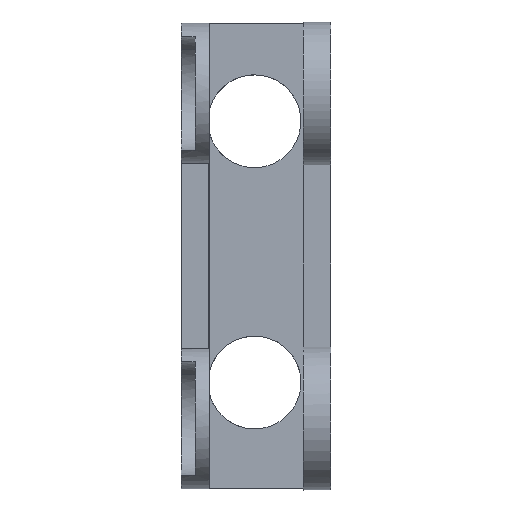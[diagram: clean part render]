
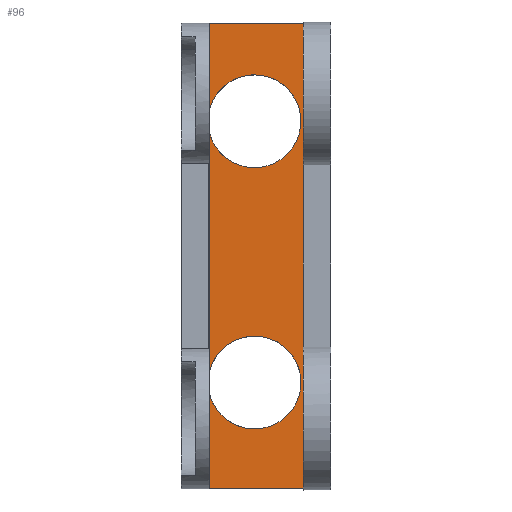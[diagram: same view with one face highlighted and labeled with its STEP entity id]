
A CAD part, top view. The second image highlights one B-rep face of the part: STEP entity #96.
In plain terms, the highlighted planar face has unit normal (0, 0, 1).
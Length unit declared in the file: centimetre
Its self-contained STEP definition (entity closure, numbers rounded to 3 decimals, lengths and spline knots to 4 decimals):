
#96=ADVANCED_FACE('',(#180),#1480,.T.);
#180=FACE_OUTER_BOUND('',#276,.T.);
#276=EDGE_LOOP('',(#685,#686,#687,#688,#689,#690,#691,#692,#693,#694,#695,
#696,#697,#698));
#685=ORIENTED_EDGE('',*,*,#968,.T.);
#686=ORIENTED_EDGE('',*,*,#798,.T.);
#687=ORIENTED_EDGE('',*,*,#856,.T.);
#688=ORIENTED_EDGE('',*,*,#857,.T.);
#689=ORIENTED_EDGE('',*,*,#868,.T.);
#690=ORIENTED_EDGE('',*,*,#806,.T.);
#691=ORIENTED_EDGE('',*,*,#945,.F.);
#692=ORIENTED_EDGE('',*,*,#964,.T.);
#693=ORIENTED_EDGE('',*,*,#808,.T.);
#694=ORIENTED_EDGE('',*,*,#944,.F.);
#695=ORIENTED_EDGE('',*,*,#967,.T.);
#696=ORIENTED_EDGE('',*,*,#811,.T.);
#697=ORIENTED_EDGE('',*,*,#943,.F.);
#698=ORIENTED_EDGE('',*,*,#936,.F.);
#798=EDGE_CURVE('',#1266,#1302,#1155,.T.);
#806=EDGE_CURVE('',#1269,#1363,#1163,.T.);
#808=EDGE_CURVE('',#1272,#1368,#1019,.T.);
#811=EDGE_CURVE('',#1274,#1372,#1022,.T.);
#856=EDGE_CURVE('',#1302,#1312,#1186,.T.);
#857=EDGE_CURVE('',#1312,#1313,#1187,.T.);
#868=EDGE_CURVE('',#1313,#1269,#1194,.T.);
#936=EDGE_CURVE('',#1360,#1361,#1227,.T.);
#943=EDGE_CURVE('',#1361,#1372,#1230,.T.);
#944=EDGE_CURVE('',#1369,#1368,#1231,.T.);
#945=EDGE_CURVE('',#1365,#1363,#1232,.T.);
#964=EDGE_CURVE('',#1365,#1272,#1093,.T.);
#967=EDGE_CURVE('',#1369,#1274,#1096,.T.);
#968=EDGE_CURVE('',#1360,#1266,#1246,.T.);
#1019=(
BOUNDED_CURVE()
B_SPLINE_CURVE(2,(#2280,#2281,#2282,#2283,#2284),.UNSPECIFIED.,.F.,.F.)
B_SPLINE_CURVE_WITH_KNOTS((3,2,3),(-31.4159,-23.5619,
-16.9859),.UNSPECIFIED.)
CURVE()
GEOMETRIC_REPRESENTATION_ITEM()
RATIONAL_B_SPLINE_CURVE((1.,0.707,1.,0.787,1.))
REPRESENTATION_ITEM('')
);
#1022=(
BOUNDED_CURVE()
B_SPLINE_CURVE(2,(#2292,#2293,#2294,#2295,#2296),.UNSPECIFIED.,.F.,.F.)
B_SPLINE_CURVE_WITH_KNOTS((3,2,3),(-31.4159,-23.5619,
-16.9247),.UNSPECIFIED.)
CURVE()
GEOMETRIC_REPRESENTATION_ITEM()
RATIONAL_B_SPLINE_CURVE((1.,0.707,1.,0.783,1.))
REPRESENTATION_ITEM('')
);
#1093=(
BOUNDED_CURVE()
B_SPLINE_CURVE(2,(#2689,#2690,#2691,#2692,#2693),.UNSPECIFIED.,.F.,.F.)
B_SPLINE_CURVE_WITH_KNOTS((3,2,3),(-14.4301,-7.854,
0.),.UNSPECIFIED.)
CURVE()
GEOMETRIC_REPRESENTATION_ITEM()
RATIONAL_B_SPLINE_CURVE((1.,0.787,1.,0.707,1.))
REPRESENTATION_ITEM('')
);
#1096=(
BOUNDED_CURVE()
B_SPLINE_CURVE(2,(#2708,#2709,#2710,#2711,#2712),.UNSPECIFIED.,.F.,.F.)
B_SPLINE_CURVE_WITH_KNOTS((3,2,3),(-14.4913,-7.854,
0.),.UNSPECIFIED.)
CURVE()
GEOMETRIC_REPRESENTATION_ITEM()
RATIONAL_B_SPLINE_CURVE((1.,0.783,1.,0.707,1.))
REPRESENTATION_ITEM('')
);
#1155=B_SPLINE_CURVE_WITH_KNOTS('',1,(#2257,#2258),.UNSPECIFIED.,.F.,.F.,
(2,2),(0.,13.095),.UNSPECIFIED.);
#1163=B_SPLINE_CURVE_WITH_KNOTS('',1,(#2273,#2274),.UNSPECIFIED.,.F.,.F.,
(2,2),(69.9145,83.0018),.UNSPECIFIED.);
#1186=B_SPLINE_CURVE_WITH_KNOTS('',1,(#2419,#2420),.UNSPECIFIED.,.F.,.F.,
(2,2),(-49.9046,0.),.UNSPECIFIED.);
#1187=B_SPLINE_CURVE_WITH_KNOTS('',1,(#2421,#2422),.UNSPECIFIED.,.F.,.F.,
(2,2),(-106.,-103.0095),.UNSPECIFIED.);
#1194=B_SPLINE_CURVE_WITH_KNOTS('',1,(#2447,#2448),.UNSPECIFIED.,.F.,.F.,
(2,2),(53.7626,53.858),.UNSPECIFIED.);
#1227=B_SPLINE_CURVE_WITH_KNOTS('',1,(#2631,#2632),.UNSPECIFIED.,.F.,.F.,
(2,2),(0.,2.9982),.UNSPECIFIED.);
#1230=B_SPLINE_CURVE_WITH_KNOTS('',1,(#2645,#2646),.UNSPECIFIED.,.F.,.F.,
(2,2),(53.,63.1568),.UNSPECIFIED.);
#1231=B_SPLINE_CURVE_WITH_KNOTS('',1,(#2647,#2648),.UNSPECIFIED.,.F.,.F.,
(2,2),(65.4219,91.2418),.UNSPECIFIED.);
#1232=B_SPLINE_CURVE_WITH_KNOTS('',1,(#2649,#2650),.UNSPECIFIED.,.F.,.F.,
(2,2),(93.6232,102.9295),.UNSPECIFIED.);
#1246=B_SPLINE_CURVE_WITH_KNOTS('',1,(#2713,#2714),.UNSPECIFIED.,.F.,.F.,
(2,2),(135.9295,136.),.UNSPECIFIED.);
#1266=VERTEX_POINT('',#2044);
#1269=VERTEX_POINT('',#2047);
#1272=VERTEX_POINT('',#2050);
#1274=VERTEX_POINT('',#2052);
#1302=VERTEX_POINT('',#2080);
#1312=VERTEX_POINT('',#2090);
#1313=VERTEX_POINT('',#2091);
#1360=VERTEX_POINT('',#2138);
#1361=VERTEX_POINT('',#2139);
#1363=VERTEX_POINT('',#2141);
#1365=VERTEX_POINT('',#2143);
#1368=VERTEX_POINT('',#2146);
#1369=VERTEX_POINT('',#2147);
#1372=VERTEX_POINT('',#2150);
#1480=PLANE('',#1554);
#1554=AXIS2_PLACEMENT_3D('',#1968,#1611,$);
#1611=DIRECTION('',(0.,0.,1.));
#1968=CARTESIAN_POINT('',(1.2238,-5.7274,-6.5731));
#2044=CARTESIAN_POINT('',(1.2238,-5.7274,-6.5731));
#2047=CARTESIAN_POINT('',(2.8324,-0.7274,-6.5731));
#2050=CARTESIAN_POINT('',(2.5093,-1.7771,-6.5731));
#2052=CARTESIAN_POINT('',(2.5106,-4.5914,-6.5731));
#2080=CARTESIAN_POINT('',(2.5333,-5.7274,-6.5731));
#2090=CARTESIAN_POINT('',(2.5333,-0.7369,-6.5731));
#2091=CARTESIAN_POINT('',(2.8324,-0.7369,-6.5731));
#2138=CARTESIAN_POINT('',(1.2238,-5.7203,-6.5731));
#2139=CARTESIAN_POINT('',(1.5236,-5.7203,-6.5731));
#2141=CARTESIAN_POINT('',(1.5236,-0.7274,-6.5731));
#2143=CARTESIAN_POINT('',(1.5236,-1.658,-6.5731));
#2146=CARTESIAN_POINT('',(1.5236,-1.8962,-6.5731));
#2147=CARTESIAN_POINT('',(1.5236,-4.4781,-6.5731));
#2150=CARTESIAN_POINT('',(1.5236,-4.7047,-6.5731));
#2257=CARTESIAN_POINT('',(1.2238,-5.7274,-6.5731));
#2258=CARTESIAN_POINT('',(2.5333,-5.7274,-6.5731));
#2273=CARTESIAN_POINT('',(2.8324,-0.7274,-6.5731));
#2274=CARTESIAN_POINT('',(1.5236,-0.7274,-6.5731));
#2280=CARTESIAN_POINT('',(2.5093,-1.7771,-6.5731));
#2281=CARTESIAN_POINT('',(2.5093,-2.2771,-6.5731));
#2282=CARTESIAN_POINT('',(2.0093,-2.2771,-6.5731));
#2283=CARTESIAN_POINT('',(1.617,-2.2771,-6.5731));
#2284=CARTESIAN_POINT('',(1.5236,-1.8962,-6.5731));
#2292=CARTESIAN_POINT('',(2.5106,-4.5914,-6.5731));
#2293=CARTESIAN_POINT('',(2.5106,-5.0914,-6.5731));
#2294=CARTESIAN_POINT('',(2.0106,-5.0914,-6.5731));
#2295=CARTESIAN_POINT('',(1.6136,-5.0914,-6.5731));
#2296=CARTESIAN_POINT('',(1.5236,-4.7047,-6.5731));
#2419=CARTESIAN_POINT('',(2.5333,-5.7274,-6.5731));
#2420=CARTESIAN_POINT('',(2.5333,-0.7369,-6.5731));
#2421=CARTESIAN_POINT('',(2.5333,-0.7369,-6.5731));
#2422=CARTESIAN_POINT('',(2.8324,-0.7369,-6.5731));
#2447=CARTESIAN_POINT('',(2.8324,-0.7369,-6.5731));
#2448=CARTESIAN_POINT('',(2.8324,-0.7274,-6.5731));
#2631=CARTESIAN_POINT('',(1.2238,-5.7203,-6.5731));
#2632=CARTESIAN_POINT('',(1.5236,-5.7203,-6.5731));
#2645=CARTESIAN_POINT('',(1.5236,-5.7203,-6.5731));
#2646=CARTESIAN_POINT('',(1.5236,-4.7047,-6.5731));
#2647=CARTESIAN_POINT('',(1.5236,-4.4781,-6.5731));
#2648=CARTESIAN_POINT('',(1.5236,-1.8962,-6.5731));
#2649=CARTESIAN_POINT('',(1.5236,-1.658,-6.5731));
#2650=CARTESIAN_POINT('',(1.5236,-0.7274,-6.5731));
#2689=CARTESIAN_POINT('',(1.5236,-1.658,-6.5731));
#2690=CARTESIAN_POINT('',(1.617,-1.2771,-6.5731));
#2691=CARTESIAN_POINT('',(2.0093,-1.2771,-6.5731));
#2692=CARTESIAN_POINT('',(2.5093,-1.2771,-6.5731));
#2693=CARTESIAN_POINT('',(2.5093,-1.7771,-6.5731));
#2708=CARTESIAN_POINT('',(1.5236,-4.4781,-6.5731));
#2709=CARTESIAN_POINT('',(1.6136,-4.0914,-6.5731));
#2710=CARTESIAN_POINT('',(2.0106,-4.0914,-6.5731));
#2711=CARTESIAN_POINT('',(2.5106,-4.0914,-6.5731));
#2712=CARTESIAN_POINT('',(2.5106,-4.5914,-6.5731));
#2713=CARTESIAN_POINT('',(1.2238,-5.7203,-6.5731));
#2714=CARTESIAN_POINT('',(1.2238,-5.7274,-6.5731));
